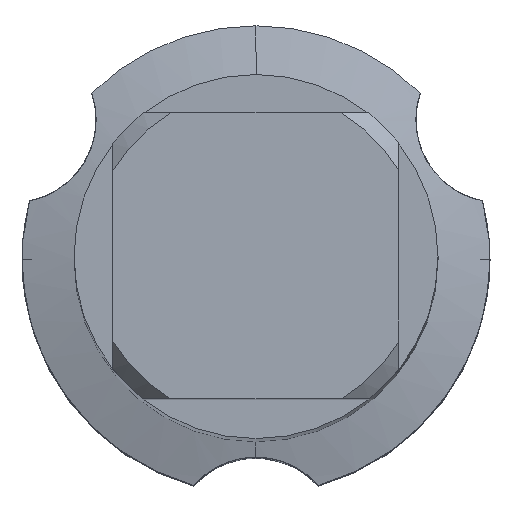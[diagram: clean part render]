
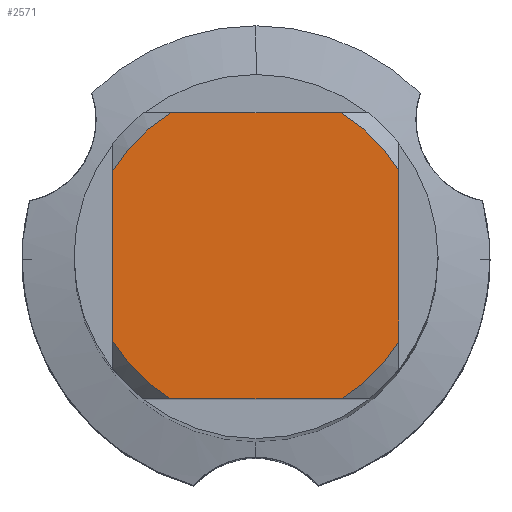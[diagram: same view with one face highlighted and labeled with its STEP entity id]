
A CAD part, top view. The second image highlights one B-rep face of the part: STEP entity #2571.
In plain terms, the highlighted planar face has unit normal (0, 0, 1).
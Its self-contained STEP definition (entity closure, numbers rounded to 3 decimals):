
#2493=VERTEX_POINT('',#6737);
#2571=ADVANCED_FACE('',(#6821),#6822,.T.);
#2595=VERTEX_POINT('',#6846);
#2615=EDGE_CURVE('',#4903,#5811,#6869,.T.);
#2717=EDGE_CURVE('',#4789,#5811,#6980,.T.);
#2743=VERTEX_POINT('',#7009);
#3505=EDGE_CURVE('',#4789,#2493,#7841,.T.);
#3673=EDGE_CURVE('',#4903,#6143,#8024,.T.);
#4007=EDGE_CURVE('',#2595,#2493,#8394,.T.);
#4211=EDGE_CURVE('',#5033,#6143,#8616,.T.);
#4251=EDGE_CURVE('',#2595,#2743,#8660,.T.);
#4789=VERTEX_POINT('',#9239);
#4903=VERTEX_POINT('',#9363);
#5033=VERTEX_POINT('',#9508);
#5811=VERTEX_POINT('',#10349);
#6003=EDGE_CURVE('',#5033,#2743,#10555,.T.);
#6143=VERTEX_POINT('',#10713);
#6737=CARTESIAN_POINT('',(5.5,3.273,0.0));
#6821=FACE_OUTER_BOUND('',#11879,.T.);
#6822=PLANE('',#11880);
#6846=CARTESIAN_POINT('',(5.5,-3.273,0.0));
#6869=CIRCLE('',#11946,6.4);
#6980=LINE('',#12163,#12164);
#7009=CARTESIAN_POINT('',(3.273,-5.5,0.0));
#7841=CIRCLE('',#13702,6.4);
#8024=LINE('',#14027,#14028);
#8394=LINE('',#14682,#14683);
#8616=CIRCLE('',#15110,6.4);
#8660=CIRCLE('',#15165,6.4);
#9239=CARTESIAN_POINT('',(3.273,5.5,0.0));
#9363=CARTESIAN_POINT('',(-5.5,3.273,0.0));
#9508=CARTESIAN_POINT('',(-3.273,-5.5,0.0));
#10349=CARTESIAN_POINT('',(-3.273,5.5,0.0));
#10555=LINE('',#18638,#18639);
#10713=CARTESIAN_POINT('',(-5.5,-3.273,0.0));
#11879=EDGE_LOOP('',(#19775,#19776,#19777,#19778,#19779,#19780,#19781,#19782));
#11880=AXIS2_PLACEMENT_3D('',#19783,#19784,#19785);
#11946=AXIS2_PLACEMENT_3D('',#19828,#19829,#19830);
#12163=CARTESIAN_POINT('',(0.0,5.5,0.0));
#12164=VECTOR('',#19958,1.0);
#13702=AXIS2_PLACEMENT_3D('',#20853,#20854,#20855);
#14027=CARTESIAN_POINT('',(-5.5,1.6,0.0));
#14028=VECTOR('',#21047,1.0);
#14682=CARTESIAN_POINT('',(5.5,1.6,0.0));
#14683=VECTOR('',#21582,1.0);
#15110=AXIS2_PLACEMENT_3D('',#21796,#21797,#21798);
#15165=AXIS2_PLACEMENT_3D('',#21856,#21857,#21858);
#18638=CARTESIAN_POINT('',(0.0,-5.5,0.0));
#18639=VECTOR('',#24041,1.0);
#19775=ORIENTED_EDGE('',*,*,#3673,.T.);
#19776=ORIENTED_EDGE('',*,*,#4211,.F.);
#19777=ORIENTED_EDGE('',*,*,#6003,.T.);
#19778=ORIENTED_EDGE('',*,*,#4251,.F.);
#19779=ORIENTED_EDGE('',*,*,#4007,.T.);
#19780=ORIENTED_EDGE('',*,*,#3505,.F.);
#19781=ORIENTED_EDGE('',*,*,#2717,.T.);
#19782=ORIENTED_EDGE('',*,*,#2615,.F.);
#19783=CARTESIAN_POINT('',(0.0,3.2,0.0));
#19784=DIRECTION('',(-0.0,0.0,1.0));
#19785=DIRECTION('',(0.0,-1.0,0.0));
#19828=CARTESIAN_POINT('',(0.0,0.0,0.0));
#19829=DIRECTION('',(0.0,0.0,-1.0));
#19830=DIRECTION('',(0.0,1.0,0.0));
#19958=DIRECTION('',(-1.0,0.0,0.0));
#20853=CARTESIAN_POINT('',(0.0,0.0,0.0));
#20854=DIRECTION('',(0.0,0.0,-1.0));
#20855=DIRECTION('',(0.0,1.0,0.0));
#21047=DIRECTION('',(-0.0,-1.0,0.0));
#21582=DIRECTION('',(-0.0,1.0,0.0));
#21796=CARTESIAN_POINT('',(0.0,0.0,0.0));
#21797=DIRECTION('',(0.0,0.0,-1.0));
#21798=DIRECTION('',(0.0,1.0,0.0));
#21856=CARTESIAN_POINT('',(0.0,0.0,0.0));
#21857=DIRECTION('',(0.0,0.0,-1.0));
#21858=DIRECTION('',(0.0,1.0,0.0));
#24041=DIRECTION('',(1.0,0.0,0.0));
